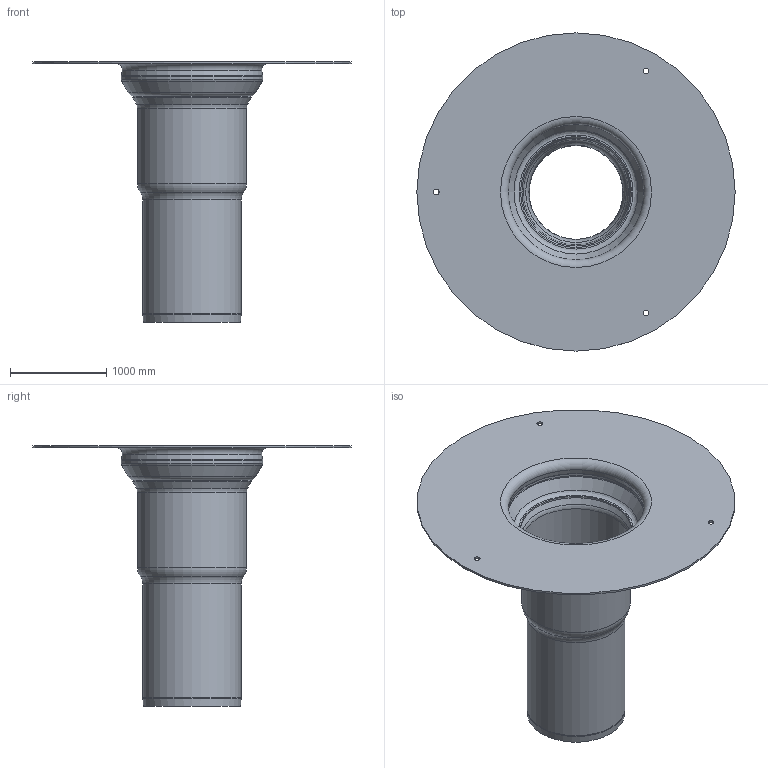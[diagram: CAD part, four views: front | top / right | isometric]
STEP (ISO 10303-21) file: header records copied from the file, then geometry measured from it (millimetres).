
FILE_DESCRIPTION(/* description */ (''),/* implementation_level */ '2;1');
FILE_NAME(/* name */ '17115.100A_3D.stp',/* time_stamp */ '2024-12-12T07:38:50+01:00',/* author */ ('CAD'),/* organization */ (''),/* preprocessor_version */ 'ST-DEVELOPER v20',/* originating_system */ 'AutoCAD Mechanical',/* authorisation */ '');
FILE_SCHEMA (('AUTOMOTIVE_DESIGN { 1 0 10303 214 3 1 1 }'));
Length unit declared in the file: centimetre
Products named in the file (2): Product; *S0
Assembly tree (1 placements, depth 2):
  Product
    *S0
Bounding box: 3300 x 3300 x 2700 mm (x, y, z)
Volume: 308453156 mm3; surface area: 33205845.1 mm2
Topology: 2 solids, 2 shells, 41 faces, 106 edges, 70 vertices
Faces by surface type: torus 16, cylinder 11, cone 10, plane 4
Full cylindrical faces by diameter (mm): 60 x3, 985 x1, 1020 x1, 1095 x1, 1130 x1, 1150 x1, 1430 x1, 1470 x1, 3300 x1
Entity records: 1383 total; most frequent: DIRECTION 278, CARTESIAN_POINT 220, ORIENTED_EDGE 210, AXIS2_PLACEMENT_3D 128, EDGE_CURVE 105, CIRCLE 84, VERTEX_POINT 68, EDGE_LOOP 51
